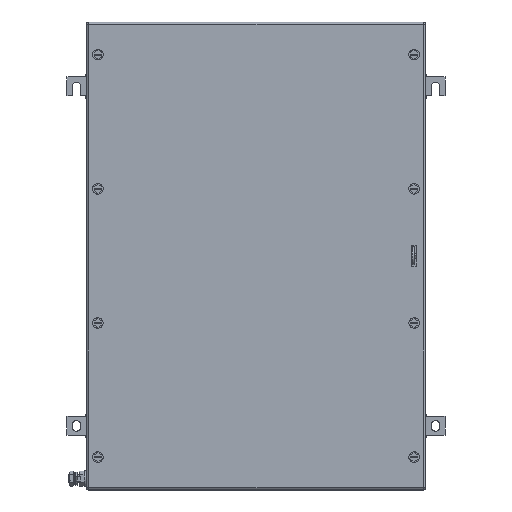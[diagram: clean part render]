
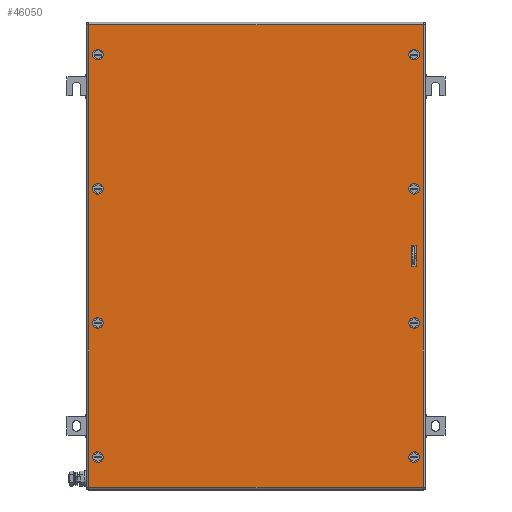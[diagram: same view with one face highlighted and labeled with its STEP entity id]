
A CAD part, top view. The second image highlights one B-rep face of the part: STEP entity #46050.
In plain terms, the highlighted planar face has unit normal (0, 0, 1).
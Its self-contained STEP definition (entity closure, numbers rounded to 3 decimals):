
#45818=AXIS2_PLACEMENT_3D('Circle Axis2P3D',#45816,#45817,$) ;
#45845=AXIS2_PLACEMENT_3D('Plane Axis2P3D',#45842,#45843,#45844) ;
#45883=AXIS2_PLACEMENT_3D('Circle Axis2P3D',#45881,#45882,$) ;
#45892=AXIS2_PLACEMENT_3D('Circle Axis2P3D',#45890,#45891,$) ;
#45901=AXIS2_PLACEMENT_3D('Circle Axis2P3D',#45899,#45900,$) ;
#45910=AXIS2_PLACEMENT_3D('Circle Axis2P3D',#45908,#45909,$) ;
#45919=AXIS2_PLACEMENT_3D('Circle Axis2P3D',#45917,#45918,$) ;
#45928=AXIS2_PLACEMENT_3D('Circle Axis2P3D',#45926,#45927,$) ;
#45937=AXIS2_PLACEMENT_3D('Circle Axis2P3D',#45935,#45936,$) ;
#45946=AXIS2_PLACEMENT_3D('Circle Axis2P3D',#45944,#45945,$) ;
#45955=AXIS2_PLACEMENT_3D('Circle Axis2P3D',#45953,#45954,$) ;
#45964=AXIS2_PLACEMENT_3D('Circle Axis2P3D',#45962,#45963,$) ;
#45973=AXIS2_PLACEMENT_3D('Circle Axis2P3D',#45971,#45972,$) ;
#45982=AXIS2_PLACEMENT_3D('Circle Axis2P3D',#45980,#45981,$) ;
#45991=AXIS2_PLACEMENT_3D('Circle Axis2P3D',#45989,#45990,$) ;
#46000=AXIS2_PLACEMENT_3D('Circle Axis2P3D',#45998,#45999,$) ;
#46009=AXIS2_PLACEMENT_3D('Circle Axis2P3D',#46007,#46008,$) ;
#45813=CARTESIAN_POINT('Vertex',(44.5,221.1,153.5)) ;
#45816=CARTESIAN_POINT('Axis2P3D Location',(41.,221.1,153.5)) ;
#45820=CARTESIAN_POINT('Vertex',(37.5,221.1,153.5)) ;
#45842=CARTESIAN_POINT('Axis2P3D Location',(250.5,310.,153.5)) ;
#45847=CARTESIAN_POINT('Line Origine',(250.5,616.5,153.5)) ;
#45851=CARTESIAN_POINT('Vertex',(472.,616.5,153.5)) ;
#45853=CARTESIAN_POINT('Vertex',(29.,616.5,153.5)) ;
#45856=CARTESIAN_POINT('Line Origine',(29.,310.,153.5)) ;
#45860=CARTESIAN_POINT('Vertex',(29.,3.5,153.5)) ;
#45863=CARTESIAN_POINT('Line Origine',(250.5,3.5,153.5)) ;
#45867=CARTESIAN_POINT('Vertex',(472.,3.5,153.5)) ;
#45870=CARTESIAN_POINT('Line Origine',(472.,310.,153.5)) ;
#45881=CARTESIAN_POINT('Axis2P3D Location',(41.,221.1,153.5)) ;
#45890=CARTESIAN_POINT('Axis2P3D Location',(41.,398.9,153.5)) ;
#45894=CARTESIAN_POINT('Vertex',(37.5,398.9,153.5)) ;
#45896=CARTESIAN_POINT('Vertex',(44.5,398.9,153.5)) ;
#45899=CARTESIAN_POINT('Axis2P3D Location',(41.,398.9,153.5)) ;
#45908=CARTESIAN_POINT('Axis2P3D Location',(460.,221.1,153.5)) ;
#45912=CARTESIAN_POINT('Vertex',(463.5,221.1,153.5)) ;
#45914=CARTESIAN_POINT('Vertex',(456.5,221.1,153.5)) ;
#45917=CARTESIAN_POINT('Axis2P3D Location',(460.,221.1,153.5)) ;
#45926=CARTESIAN_POINT('Axis2P3D Location',(460.,398.9,153.5)) ;
#45930=CARTESIAN_POINT('Vertex',(463.5,398.9,153.5)) ;
#45932=CARTESIAN_POINT('Vertex',(456.5,398.9,153.5)) ;
#45935=CARTESIAN_POINT('Axis2P3D Location',(460.,398.9,153.5)) ;
#45944=CARTESIAN_POINT('Axis2P3D Location',(41.,576.75,153.5)) ;
#45948=CARTESIAN_POINT('Vertex',(37.5,576.75,153.5)) ;
#45950=CARTESIAN_POINT('Vertex',(44.5,576.75,153.5)) ;
#45953=CARTESIAN_POINT('Axis2P3D Location',(41.,576.75,153.5)) ;
#45962=CARTESIAN_POINT('Axis2P3D Location',(41.,43.25,153.5)) ;
#45966=CARTESIAN_POINT('Vertex',(37.5,43.25,153.5)) ;
#45968=CARTESIAN_POINT('Vertex',(44.5,43.25,153.5)) ;
#45971=CARTESIAN_POINT('Axis2P3D Location',(41.,43.25,153.5)) ;
#45980=CARTESIAN_POINT('Axis2P3D Location',(460.,43.25,153.5)) ;
#45984=CARTESIAN_POINT('Vertex',(463.5,43.25,153.5)) ;
#45986=CARTESIAN_POINT('Vertex',(456.5,43.25,153.5)) ;
#45989=CARTESIAN_POINT('Axis2P3D Location',(460.,43.25,153.5)) ;
#45998=CARTESIAN_POINT('Axis2P3D Location',(460.,576.75,153.5)) ;
#46002=CARTESIAN_POINT('Vertex',(463.5,576.75,153.5)) ;
#46004=CARTESIAN_POINT('Vertex',(456.5,576.75,153.5)) ;
#46007=CARTESIAN_POINT('Axis2P3D Location',(460.,576.75,153.5)) ;
#46016=CARTESIAN_POINT('Line Origine',(459.75,296.5,153.5)) ;
#46020=CARTESIAN_POINT('Vertex',(463.,296.5,153.5)) ;
#46022=CARTESIAN_POINT('Vertex',(456.5,296.5,153.5)) ;
#46025=CARTESIAN_POINT('Line Origine',(456.5,310.,153.5)) ;
#46029=CARTESIAN_POINT('Vertex',(456.5,323.5,153.5)) ;
#46032=CARTESIAN_POINT('Line Origine',(459.75,323.5,153.5)) ;
#46036=CARTESIAN_POINT('Vertex',(463.,323.5,153.5)) ;
#46039=CARTESIAN_POINT('Line Origine',(463.,310.,153.5)) ;
#45817=DIRECTION('Axis2P3D Direction',(0.,0.,1.)) ;
#45843=DIRECTION('Axis2P3D Direction',(0.,0.,1.)) ;
#45844=DIRECTION('Axis2P3D XDirection',(1.,0.,0.)) ;
#45848=DIRECTION('Vector Direction',(1.,0.,0.)) ;
#45857=DIRECTION('Vector Direction',(0.,-1.,0.)) ;
#45864=DIRECTION('Vector Direction',(1.,0.,0.)) ;
#45871=DIRECTION('Vector Direction',(0.,1.,0.)) ;
#45882=DIRECTION('Axis2P3D Direction',(0.,0.,1.)) ;
#45891=DIRECTION('Axis2P3D Direction',(0.,0.,1.)) ;
#45900=DIRECTION('Axis2P3D Direction',(0.,0.,1.)) ;
#45909=DIRECTION('Axis2P3D Direction',(0.,0.,1.)) ;
#45918=DIRECTION('Axis2P3D Direction',(0.,0.,1.)) ;
#45927=DIRECTION('Axis2P3D Direction',(0.,0.,1.)) ;
#45936=DIRECTION('Axis2P3D Direction',(0.,0.,1.)) ;
#45945=DIRECTION('Axis2P3D Direction',(0.,0.,1.)) ;
#45954=DIRECTION('Axis2P3D Direction',(0.,0.,1.)) ;
#45963=DIRECTION('Axis2P3D Direction',(0.,0.,1.)) ;
#45972=DIRECTION('Axis2P3D Direction',(0.,0.,1.)) ;
#45981=DIRECTION('Axis2P3D Direction',(0.,0.,1.)) ;
#45990=DIRECTION('Axis2P3D Direction',(0.,0.,1.)) ;
#45999=DIRECTION('Axis2P3D Direction',(0.,0.,1.)) ;
#46008=DIRECTION('Axis2P3D Direction',(0.,0.,1.)) ;
#46017=DIRECTION('Vector Direction',(-1.,0.,0.)) ;
#46026=DIRECTION('Vector Direction',(0.,1.,0.)) ;
#46033=DIRECTION('Vector Direction',(1.,0.,0.)) ;
#46040=DIRECTION('Vector Direction',(0.,-1.,0.)) ;
#45849=VECTOR('Line Direction',#45848,1.) ;
#45858=VECTOR('Line Direction',#45857,1.) ;
#45865=VECTOR('Line Direction',#45864,1.) ;
#45872=VECTOR('Line Direction',#45871,1.) ;
#46018=VECTOR('Line Direction',#46017,1.) ;
#46027=VECTOR('Line Direction',#46026,1.) ;
#46034=VECTOR('Line Direction',#46033,1.) ;
#46041=VECTOR('Line Direction',#46040,1.) ;
#45876=ORIENTED_EDGE('',*,*,#45855,.T.) ;
#45877=ORIENTED_EDGE('',*,*,#45862,.T.) ;
#45878=ORIENTED_EDGE('',*,*,#45869,.T.) ;
#45879=ORIENTED_EDGE('',*,*,#45874,.T.) ;
#45887=ORIENTED_EDGE('',*,*,#45885,.F.) ;
#45888=ORIENTED_EDGE('',*,*,#45822,.F.) ;
#45905=ORIENTED_EDGE('',*,*,#45898,.F.) ;
#45906=ORIENTED_EDGE('',*,*,#45903,.F.) ;
#45923=ORIENTED_EDGE('',*,*,#45916,.F.) ;
#45924=ORIENTED_EDGE('',*,*,#45921,.F.) ;
#45941=ORIENTED_EDGE('',*,*,#45934,.F.) ;
#45942=ORIENTED_EDGE('',*,*,#45939,.F.) ;
#45959=ORIENTED_EDGE('',*,*,#45952,.F.) ;
#45960=ORIENTED_EDGE('',*,*,#45957,.F.) ;
#45977=ORIENTED_EDGE('',*,*,#45970,.F.) ;
#45978=ORIENTED_EDGE('',*,*,#45975,.F.) ;
#45995=ORIENTED_EDGE('',*,*,#45988,.F.) ;
#45996=ORIENTED_EDGE('',*,*,#45993,.F.) ;
#46013=ORIENTED_EDGE('',*,*,#46006,.F.) ;
#46014=ORIENTED_EDGE('',*,*,#46011,.F.) ;
#46045=ORIENTED_EDGE('',*,*,#46024,.T.) ;
#46046=ORIENTED_EDGE('',*,*,#46031,.T.) ;
#46047=ORIENTED_EDGE('',*,*,#46038,.T.) ;
#46048=ORIENTED_EDGE('',*,*,#46043,.T.) ;
#45889=FACE_BOUND('',#45886,.T.) ;
#45907=FACE_BOUND('',#45904,.T.) ;
#45925=FACE_BOUND('',#45922,.T.) ;
#45943=FACE_BOUND('',#45940,.T.) ;
#45961=FACE_BOUND('',#45958,.T.) ;
#45979=FACE_BOUND('',#45976,.T.) ;
#45997=FACE_BOUND('',#45994,.T.) ;
#46015=FACE_BOUND('',#46012,.T.) ;
#46049=FACE_BOUND('',#46044,.T.) ;
#46050=ADVANCED_FACE('ZUB_KTB_MH_624515_0GP_AllCATPart.2\\ZUB_DE_KTB_MH_620x450.1\\DE_KTB_MH_PART_MASTER.1\\Koerper.2',(#45880,#45889,#45907,#45925,#45943,#45961,#45979,#45997,#46015,#46049),#45846,.T.) ;
#45819=CIRCLE('generated circle',#45818,3.5) ;
#45884=CIRCLE('generated circle',#45883,3.5) ;
#45893=CIRCLE('generated circle',#45892,3.5) ;
#45902=CIRCLE('generated circle',#45901,3.5) ;
#45911=CIRCLE('generated circle',#45910,3.5) ;
#45920=CIRCLE('generated circle',#45919,3.5) ;
#45929=CIRCLE('generated circle',#45928,3.5) ;
#45938=CIRCLE('generated circle',#45937,3.5) ;
#45947=CIRCLE('generated circle',#45946,3.5) ;
#45956=CIRCLE('generated circle',#45955,3.5) ;
#45965=CIRCLE('generated circle',#45964,3.5) ;
#45974=CIRCLE('generated circle',#45973,3.5) ;
#45983=CIRCLE('generated circle',#45982,3.5) ;
#45992=CIRCLE('generated circle',#45991,3.5) ;
#46001=CIRCLE('generated circle',#46000,3.5) ;
#46010=CIRCLE('generated circle',#46009,3.5) ;
#45822=EDGE_CURVE('',#45814,#45821,#45819,.T.) ;
#45855=EDGE_CURVE('',#45852,#45854,#45850,.F.) ;
#45862=EDGE_CURVE('',#45854,#45861,#45859,.T.) ;
#45869=EDGE_CURVE('',#45861,#45868,#45866,.T.) ;
#45874=EDGE_CURVE('',#45868,#45852,#45873,.T.) ;
#45885=EDGE_CURVE('',#45821,#45814,#45884,.T.) ;
#45898=EDGE_CURVE('',#45895,#45897,#45893,.T.) ;
#45903=EDGE_CURVE('',#45897,#45895,#45902,.T.) ;
#45916=EDGE_CURVE('',#45913,#45915,#45911,.T.) ;
#45921=EDGE_CURVE('',#45915,#45913,#45920,.T.) ;
#45934=EDGE_CURVE('',#45931,#45933,#45929,.T.) ;
#45939=EDGE_CURVE('',#45933,#45931,#45938,.T.) ;
#45952=EDGE_CURVE('',#45949,#45951,#45947,.T.) ;
#45957=EDGE_CURVE('',#45951,#45949,#45956,.T.) ;
#45970=EDGE_CURVE('',#45967,#45969,#45965,.T.) ;
#45975=EDGE_CURVE('',#45969,#45967,#45974,.T.) ;
#45988=EDGE_CURVE('',#45985,#45987,#45983,.T.) ;
#45993=EDGE_CURVE('',#45987,#45985,#45992,.T.) ;
#46006=EDGE_CURVE('',#46003,#46005,#46001,.T.) ;
#46011=EDGE_CURVE('',#46005,#46003,#46010,.T.) ;
#46024=EDGE_CURVE('',#46021,#46023,#46019,.T.) ;
#46031=EDGE_CURVE('',#46023,#46030,#46028,.T.) ;
#46038=EDGE_CURVE('',#46030,#46037,#46035,.T.) ;
#46043=EDGE_CURVE('',#46037,#46021,#46042,.T.) ;
#45875=EDGE_LOOP('',(#45876,#45877,#45878,#45879)) ;
#45886=EDGE_LOOP('',(#45887,#45888)) ;
#45904=EDGE_LOOP('',(#45905,#45906)) ;
#45922=EDGE_LOOP('',(#45923,#45924)) ;
#45940=EDGE_LOOP('',(#45941,#45942)) ;
#45958=EDGE_LOOP('',(#45959,#45960)) ;
#45976=EDGE_LOOP('',(#45977,#45978)) ;
#45994=EDGE_LOOP('',(#45995,#45996)) ;
#46012=EDGE_LOOP('',(#46013,#46014)) ;
#46044=EDGE_LOOP('',(#46045,#46046,#46047,#46048)) ;
#45880=FACE_OUTER_BOUND('',#45875,.T.) ;
#45850=LINE('Line',#45847,#45849) ;
#45859=LINE('Line',#45856,#45858) ;
#45866=LINE('Line',#45863,#45865) ;
#45873=LINE('Line',#45870,#45872) ;
#46019=LINE('Line',#46016,#46018) ;
#46028=LINE('Line',#46025,#46027) ;
#46035=LINE('Line',#46032,#46034) ;
#46042=LINE('Line',#46039,#46041) ;
#45846=PLANE('',#45845) ;
#45814=VERTEX_POINT('',#45813) ;
#45821=VERTEX_POINT('',#45820) ;
#45852=VERTEX_POINT('',#45851) ;
#45854=VERTEX_POINT('',#45853) ;
#45861=VERTEX_POINT('',#45860) ;
#45868=VERTEX_POINT('',#45867) ;
#45895=VERTEX_POINT('',#45894) ;
#45897=VERTEX_POINT('',#45896) ;
#45913=VERTEX_POINT('',#45912) ;
#45915=VERTEX_POINT('',#45914) ;
#45931=VERTEX_POINT('',#45930) ;
#45933=VERTEX_POINT('',#45932) ;
#45949=VERTEX_POINT('',#45948) ;
#45951=VERTEX_POINT('',#45950) ;
#45967=VERTEX_POINT('',#45966) ;
#45969=VERTEX_POINT('',#45968) ;
#45985=VERTEX_POINT('',#45984) ;
#45987=VERTEX_POINT('',#45986) ;
#46003=VERTEX_POINT('',#46002) ;
#46005=VERTEX_POINT('',#46004) ;
#46021=VERTEX_POINT('',#46020) ;
#46023=VERTEX_POINT('',#46022) ;
#46030=VERTEX_POINT('',#46029) ;
#46037=VERTEX_POINT('',#46036) ;
